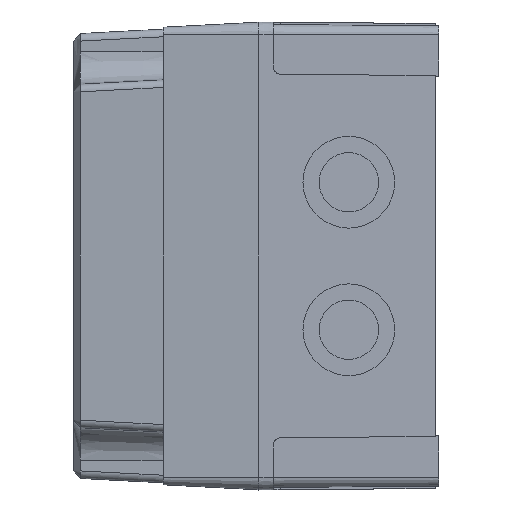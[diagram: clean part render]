
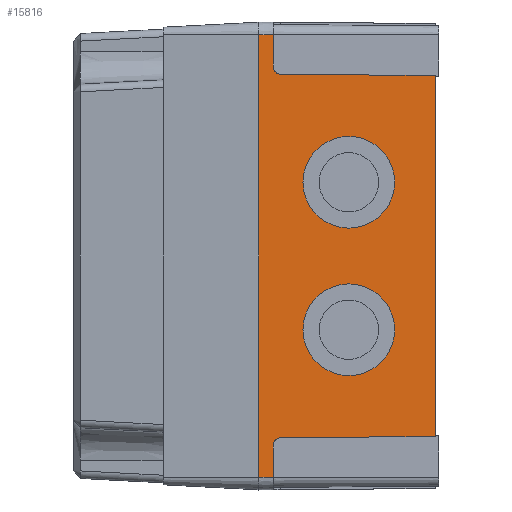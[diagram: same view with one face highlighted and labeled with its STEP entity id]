
A CAD part, left-side view. The second image highlights one B-rep face of the part: STEP entity #15816.
In plain terms, the highlighted planar face has unit normal (-1, -0.009, 0).
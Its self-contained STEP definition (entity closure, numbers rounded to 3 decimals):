
#37 = CARTESIAN_POINT ( 'NONE',  ( -65.015, -4., 52.533 ) ) ;
#164 = EDGE_CURVE ( 'NONE', #5481, #12153, #4030, .T. ) ;
#319 = FACE_BOUND ( 'NONE', #8725, .T. ) ;
#674 = VERTEX_POINT ( 'NONE', #3762 ) ;
#715 = CIRCLE ( 'NONE', #3706, 12.75 ) ;
#767 = EDGE_CURVE ( 'NONE', #14616, #8947, #3578, .T. ) ;
#1031 = CARTESIAN_POINT ( 'NONE',  ( -65.05, 0., -61.55 ) ) ;
#1143 = VERTEX_POINT ( 'NONE', #8916 ) ;
#1166 = VERTEX_POINT ( 'NONE', #6842 ) ;
#1480 = LINE ( 'NONE', #14443, #4644 ) ;
#1491 = VERTEX_POINT ( 'NONE', #11542 ) ;
#2265 = EDGE_LOOP ( 'NONE', ( #15828, #12741, #16959, #6931, #9893, #4530, #14191, #10146, #6646, #3687 ) ) ;
#2455 = ORIENTED_EDGE ( 'NONE', *, *, #7125, .F. ) ;
#2463 = EDGE_CURVE ( 'NONE', #14616, #674, #14068, .T. ) ;
#2749 = CARTESIAN_POINT ( 'NONE',  ( -64.943, -12.257, -20.5 ) ) ;
#2831 = ORIENTED_EDGE ( 'NONE', *, *, #13367, .F. ) ;
#3247 = CARTESIAN_POINT ( 'NONE',  ( -65.015, -4., -61.55 ) ) ;
#3578 =( BOUNDED_CURVE ( )  B_SPLINE_CURVE ( 3, ( #7905, #12011, #13301, #14754 ),
 .UNSPECIFIED., .F., .T. ) 
 B_SPLINE_CURVE_WITH_KNOTS ( ( 4, 4 ),
 ( 4.721, 6.283 ),
 .UNSPECIFIED. ) 
 CURVE ( )  GEOMETRIC_REPRESENTATION_ITEM ( )  RATIONAL_B_SPLINE_CURVE ( ( 1., 0.807, 0.807, 1. ) ) 
 REPRESENTATION_ITEM ( '' )  );
#3669 = EDGE_CURVE ( 'NONE', #1491, #13064, #8616, .T. ) ;
#3687 = ORIENTED_EDGE ( 'NONE', *, *, #15015, .T. ) ;
#3697 = AXIS2_PLACEMENT_3D ( 'NONE', #6144, #11304, #7689 ) ;
#3703 = CARTESIAN_POINT ( 'NONE',  ( -64.721, -37.756, -20.5 ) ) ;
#3706 = AXIS2_PLACEMENT_3D ( 'NONE', #16445, #7348, #8401 ) ;
#3762 = CARTESIAN_POINT ( 'NONE',  ( -64.622, -49., 50.157 ) ) ;
#4030 = LINE ( 'NONE', #13070, #5266 ) ;
#4249 = CARTESIAN_POINT ( 'NONE',  ( -65.015, -4., -52.533 ) ) ;
#4363 = DIRECTION ( 'NONE',  ( -0.009, 1., -0.009 ) ) ;
#4530 = ORIENTED_EDGE ( 'NONE', *, *, #3669, .F. ) ;
#4552 = ORIENTED_EDGE ( 'NONE', *, *, #8570, .F. ) ;
#4644 = VECTOR ( 'NONE', #12122, 1000. ) ;
#5065 = AXIS2_PLACEMENT_3D ( 'NONE', #7213, #6001, #11242 ) ;
#5155 = DIRECTION ( 'NONE',  ( -0.009, 1., 0. ) ) ;
#5204 = DIRECTION ( 'NONE',  ( 0.009, -1., 0. ) ) ;
#5220 = CARTESIAN_POINT ( 'NONE',  ( -65.015, -4., -61.55 ) ) ;
#5265 = VECTOR ( 'NONE', #4363, 1000. ) ;
#5266 = VECTOR ( 'NONE', #5155, 1000. ) ;
#5481 = VERTEX_POINT ( 'NONE', #10790 ) ;
#5545 = EDGE_CURVE ( 'NONE', #1166, #11212, #14778, .T. ) ;
#5558 = FACE_BOUND ( 'NONE', #6686, .T. ) ;
#5836 = DIRECTION ( 'NONE',  ( -1., -0.009, 0. ) ) ;
#6001 = DIRECTION ( 'NONE',  ( -1., -0.009, 0. ) ) ;
#6144 = CARTESIAN_POINT ( 'NONE',  ( -64.832, -25.007, -20.5 ) ) ;
#6182 = CARTESIAN_POINT ( 'NONE',  ( -65.05, 0., 61.55 ) ) ;
#6351 = DIRECTION ( 'NONE',  ( 0., 0., 1. ) ) ;
#6377 = ORIENTED_EDGE ( 'NONE', *, *, #12910, .F. ) ;
#6476 = VERTEX_POINT ( 'NONE', #2749 ) ;
#6646 = ORIENTED_EDGE ( 'NONE', *, *, #6928, .F. ) ;
#6686 = EDGE_LOOP ( 'NONE', ( #2831, #4552 ) ) ;
#6749 = CARTESIAN_POINT ( 'NONE',  ( -64.943, -12.257, 20.5 ) ) ;
#6765 = PLANE ( 'NONE',  #14614 ) ;
#6842 = CARTESIAN_POINT ( 'NONE',  ( -65.015, -4., -52.533 ) ) ;
#6853 = EDGE_CURVE ( 'NONE', #8947, #5481, #11848, .T. ) ;
#6928 = EDGE_CURVE ( 'NONE', #1143, #11212, #8334, .T. ) ;
#6931 = ORIENTED_EDGE ( 'NONE', *, *, #164, .T. ) ;
#7125 = EDGE_CURVE ( 'NONE', #9506, #14842, #8303, .T. ) ;
#7213 = CARTESIAN_POINT ( 'NONE',  ( -64.832, -25.007, 20.5 ) ) ;
#7348 = DIRECTION ( 'NONE',  ( -1., -0.009, 0. ) ) ;
#7689 = DIRECTION ( 'NONE',  ( 0.009, -1., 0. ) ) ;
#7844 = DIRECTION ( 'NONE',  ( 0., 0., 1. ) ) ;
#7905 = CARTESIAN_POINT ( 'NONE',  ( -64.998, -5.983, 50.533 ) ) ;
#8060 = CARTESIAN_POINT ( 'NONE',  ( -65.05, 0., -61.55 ) ) ;
#8303 = CIRCLE ( 'NONE', #9115, 12.75 ) ;
#8334 = LINE ( 'NONE', #12097, #5265 ) ;
#8359 = VECTOR ( 'NONE', #12530, 1000. ) ;
#8401 = DIRECTION ( 'NONE',  ( 0.009, -1., 0. ) ) ;
#8531 = VECTOR ( 'NONE', #16715, 1000. ) ;
#8570 = EDGE_CURVE ( 'NONE', #6476, #9204, #715, .T. ) ;
#8616 = LINE ( 'NONE', #1031, #9372 ) ;
#8659 = CIRCLE ( 'NONE', #5065, 12.75 ) ;
#8725 = EDGE_LOOP ( 'NONE', ( #2455, #6377 ) ) ;
#8742 = CARTESIAN_POINT ( 'NONE',  ( -64.998, -5.983, 50.533 ) ) ;
#8774 = VECTOR ( 'NONE', #6351, 1000. ) ;
#8916 = CARTESIAN_POINT ( 'NONE',  ( -64.622, -49., -50.157 ) ) ;
#8947 = VERTEX_POINT ( 'NONE', #37 ) ;
#9115 = AXIS2_PLACEMENT_3D ( 'NONE', #15270, #5836, #16552 ) ;
#9204 = VERTEX_POINT ( 'NONE', #3703 ) ;
#9307 = EDGE_CURVE ( 'NONE', #13064, #12153, #1480, .T. ) ;
#9372 = VECTOR ( 'NONE', #14086, 1000. ) ;
#9506 = VERTEX_POINT ( 'NONE', #13586 ) ;
#9525 = CARTESIAN_POINT ( 'NONE',  ( -65.05, 0., -61.55 ) ) ;
#9710 = CARTESIAN_POINT ( 'NONE',  ( -64.998, -5.983, -50.533 ) ) ;
#9893 = ORIENTED_EDGE ( 'NONE', *, *, #9307, .F. ) ;
#10146 = ORIENTED_EDGE ( 'NONE', *, *, #5545, .T. ) ;
#10408 = LINE ( 'NONE', #15634, #10818 ) ;
#10790 = CARTESIAN_POINT ( 'NONE',  ( -65.015, -4., 61.55 ) ) ;
#10818 = VECTOR ( 'NONE', #7844, 1000. ) ;
#11129 = CARTESIAN_POINT ( 'NONE',  ( -65.008, -4.819, -50.543 ) ) ;
#11212 = VERTEX_POINT ( 'NONE', #9710 ) ;
#11242 = DIRECTION ( 'NONE',  ( 0.009, -1., 0. ) ) ;
#11304 = DIRECTION ( 'NONE',  ( -1., -0.009, 0. ) ) ;
#11542 = CARTESIAN_POINT ( 'NONE',  ( -65.015, -4., -61.55 ) ) ;
#11848 = LINE ( 'NONE', #5220, #8774 ) ;
#12011 = CARTESIAN_POINT ( 'NONE',  ( -65.008, -4.819, 50.543 ) ) ;
#12097 = CARTESIAN_POINT ( 'NONE',  ( -65.051, 0.096, -50.586 ) ) ;
#12122 = DIRECTION ( 'NONE',  ( 0., 0., 1. ) ) ;
#12153 = VERTEX_POINT ( 'NONE', #6182 ) ;
#12446 = LINE ( 'NONE', #3247, #8359 ) ;
#12530 = DIRECTION ( 'NONE',  ( 0., 0., 1. ) ) ;
#12741 = ORIENTED_EDGE ( 'NONE', *, *, #767, .T. ) ;
#12778 = CARTESIAN_POINT ( 'NONE',  ( -65.041, -0.978, 50.576 ) ) ;
#12910 = EDGE_CURVE ( 'NONE', #14842, #9506, #8659, .T. ) ;
#13064 = VERTEX_POINT ( 'NONE', #9525 ) ;
#13070 = CARTESIAN_POINT ( 'NONE',  ( -65.05, 0., 61.55 ) ) ;
#13301 = CARTESIAN_POINT ( 'NONE',  ( -65.015, -4., 51.369 ) ) ;
#13367 = EDGE_CURVE ( 'NONE', #9204, #6476, #15499, .T. ) ;
#13586 = CARTESIAN_POINT ( 'NONE',  ( -64.721, -37.756, 20.5 ) ) ;
#14068 = LINE ( 'NONE', #12778, #8531 ) ;
#14086 = DIRECTION ( 'NONE',  ( -0.009, 1., 0. ) ) ;
#14191 = ORIENTED_EDGE ( 'NONE', *, *, #15615, .T. ) ;
#14443 = CARTESIAN_POINT ( 'NONE',  ( -65.05, 0., -61.55 ) ) ;
#14614 = AXIS2_PLACEMENT_3D ( 'NONE', #8060, #15938, #5204 ) ;
#14616 = VERTEX_POINT ( 'NONE', #8742 ) ;
#14647 = CARTESIAN_POINT ( 'NONE',  ( -64.998, -5.983, -50.533 ) ) ;
#14754 = CARTESIAN_POINT ( 'NONE',  ( -65.015, -4., 52.533 ) ) ;
#14778 =( BOUNDED_CURVE ( )  B_SPLINE_CURVE ( 3, ( #4249, #16098, #11129, #14647 ),
 .UNSPECIFIED., .F., .T. ) 
 B_SPLINE_CURVE_WITH_KNOTS ( ( 4, 4 ),
 ( 3.142, 4.704 ),
 .UNSPECIFIED. ) 
 CURVE ( )  GEOMETRIC_REPRESENTATION_ITEM ( )  RATIONAL_B_SPLINE_CURVE ( ( 1., 0.807, 0.807, 1. ) ) 
 REPRESENTATION_ITEM ( '' )  );
#14842 = VERTEX_POINT ( 'NONE', #6749 ) ;
#15015 = EDGE_CURVE ( 'NONE', #1143, #674, #10408, .T. ) ;
#15270 = CARTESIAN_POINT ( 'NONE',  ( -64.832, -25.007, 20.5 ) ) ;
#15499 = CIRCLE ( 'NONE', #3697, 12.75 ) ;
#15615 = EDGE_CURVE ( 'NONE', #1491, #1166, #12446, .T. ) ;
#15634 = CARTESIAN_POINT ( 'NONE',  ( -64.622, -49., -61.55 ) ) ;
#15816 = ADVANCED_FACE ( 'NONE', ( #319, #5558, #15853 ), #6765, .T. ) ;
#15828 = ORIENTED_EDGE ( 'NONE', *, *, #2463, .F. ) ;
#15853 = FACE_OUTER_BOUND ( 'NONE', #2265, .T. ) ;
#15938 = DIRECTION ( 'NONE',  ( -1., -0.009, 0. ) ) ;
#16098 = CARTESIAN_POINT ( 'NONE',  ( -65.015, -4., -51.369 ) ) ;
#16445 = CARTESIAN_POINT ( 'NONE',  ( -64.832, -25.007, -20.5 ) ) ;
#16552 = DIRECTION ( 'NONE',  ( 0.009, -1., 0. ) ) ;
#16715 = DIRECTION ( 'NONE',  ( 0.009, -1., -0.009 ) ) ;
#16959 = ORIENTED_EDGE ( 'NONE', *, *, #6853, .T. ) ;
